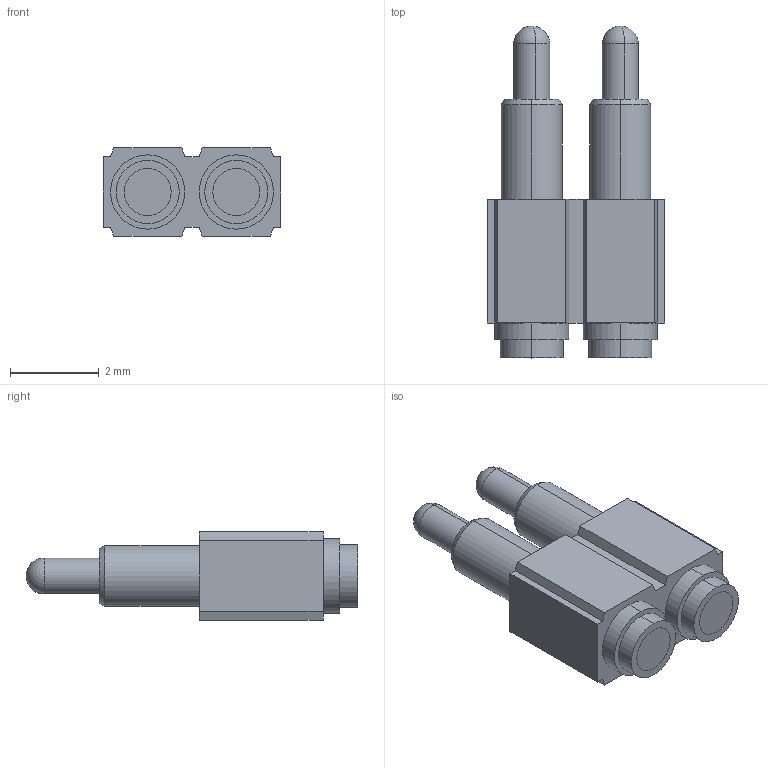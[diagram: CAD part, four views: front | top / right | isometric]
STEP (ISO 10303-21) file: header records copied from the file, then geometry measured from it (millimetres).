
FILE_DESCRIPTION (( 'STEP AP214' ), '1' );
FILE_NAME ('mill-max-836-22-002-30-001101.STEP', '2022-10-06T13:16:54', ( '' ), ( '' ), 'SwSTEP 2.0', 'SolidWorks 2022', '' );
FILE_SCHEMA (( 'AUTOMOTIVE_DESIGN' ));
Length unit declared in the file: inch
Products named in the file (3): P3XX-18-010-04-000000_P302-18-010-04-000000; mill-max-836-22-002-30-001101; 0911_default
Assembly tree (3 placements, depth 2):
  mill-max-836-22-002-30-001101
    P3XX-18-010-04-000000_P302-18-010-04-000000
    0911_default  x2
Bounding box: 4 x 7.49 x 2 mm (x, y, z)
Volume: 31.8 mm3; surface area: 136.2 mm2
Topology: 3 solids, 3 shells, 76 faces, 176 edges, 114 vertices
Faces by surface type: plane 36, cylinder 28, cone 8, sphere 4
Entity records: 1690 total; most frequent: DIRECTION 290, CARTESIAN_POINT 269, ORIENTED_EDGE 252, EDGE_CURVE 126, AXIS2_PLACEMENT_3D 104, VERTEX_POINT 83, VECTOR 82, LINE 82
